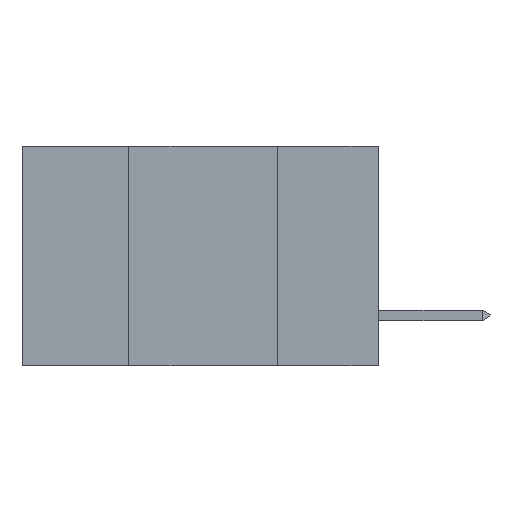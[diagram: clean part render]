
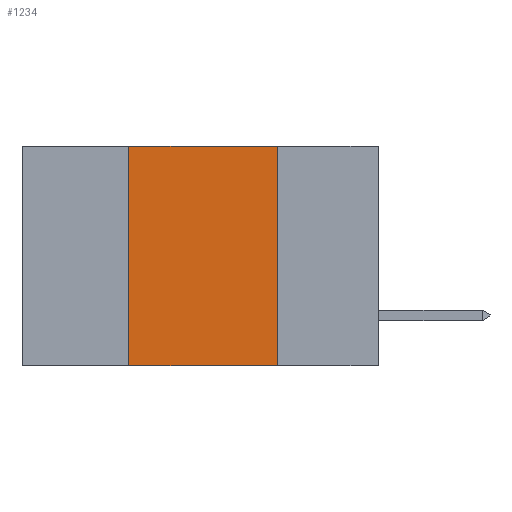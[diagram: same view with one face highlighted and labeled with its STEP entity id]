
A CAD part, left-side view. The second image highlights one B-rep face of the part: STEP entity #1234.
In plain terms, the highlighted planar face has unit normal (-1, 0, 0).
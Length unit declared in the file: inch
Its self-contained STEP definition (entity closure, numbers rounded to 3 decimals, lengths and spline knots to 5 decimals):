
#18 = CARTESIAN_POINT ( 'NONE',  ( 0., 0.17, -0.37 ) ) ;
#1133 = ORIENTED_EDGE ( 'NONE', *, *, #28743, .T. ) ;
#1234 = ADVANCED_FACE ( 'NONE', ( #13730 ), #9431, .F. ) ;
#1842 = DIRECTION ( 'NONE',  ( 0., 0., 1. ) ) ;
#4380 = LINE ( 'NONE', #16172, #22585 ) ;
#4856 = CARTESIAN_POINT ( 'NONE',  ( 0., 0.42, -0.37 ) ) ;
#4993 = DIRECTION ( 'NONE',  ( 0., 0., -1. ) ) ;
#5318 = CARTESIAN_POINT ( 'NONE',  ( 0., 0.42, 0. ) ) ;
#9431 = PLANE ( 'NONE',  #24631 ) ;
#9779 = VECTOR ( 'NONE', #1842, 39.37008 ) ;
#11030 = CARTESIAN_POINT ( 'NONE',  ( 0., 0.42, 0. ) ) ;
#11047 = CARTESIAN_POINT ( 'NONE',  ( 0., 0.17, 0. ) ) ;
#11711 = DIRECTION ( 'NONE',  ( 0., -1., 0. ) ) ;
#12065 = VERTEX_POINT ( 'NONE', #11047 ) ;
#12444 = VERTEX_POINT ( 'NONE', #5318 ) ;
#13437 = EDGE_LOOP ( 'NONE', ( #13580, #18057, #18297, #1133 ) ) ;
#13580 = ORIENTED_EDGE ( 'NONE', *, *, #18740, .F. ) ;
#13730 = FACE_OUTER_BOUND ( 'NONE', #13437, .T. ) ;
#14050 = DIRECTION ( 'NONE',  ( 0., 0., -1. ) ) ;
#14654 = EDGE_CURVE ( 'NONE', #20835, #12444, #17952, .T. ) ;
#16172 = CARTESIAN_POINT ( 'NONE',  ( 0., 0.6, 0. ) ) ;
#16412 = DIRECTION ( 'NONE',  ( 0., -1., 0. ) ) ;
#17148 = VERTEX_POINT ( 'NONE', #18 ) ;
#17170 = EDGE_CURVE ( 'NONE', #12444, #12065, #4380, .T. ) ;
#17807 = LINE ( 'NONE', #20822, #21044 ) ;
#17952 = LINE ( 'NONE', #11030, #9779 ) ;
#18057 = ORIENTED_EDGE ( 'NONE', *, *, #17170, .F. ) ;
#18297 = ORIENTED_EDGE ( 'NONE', *, *, #14654, .F. ) ;
#18448 = DIRECTION ( 'NONE',  ( 1., 0., 0. ) ) ;
#18740 = EDGE_CURVE ( 'NONE', #12065, #17148, #17807, .T. ) ;
#20495 = VECTOR ( 'NONE', #16412, 39.37008 ) ;
#20822 = CARTESIAN_POINT ( 'NONE',  ( 0., 0.17, 0. ) ) ;
#20835 = VERTEX_POINT ( 'NONE', #4856 ) ;
#21044 = VECTOR ( 'NONE', #4993, 39.37008 ) ;
#22585 = VECTOR ( 'NONE', #11711, 39.37008 ) ;
#22656 = LINE ( 'NONE', #25412, #20495 ) ;
#24631 = AXIS2_PLACEMENT_3D ( 'NONE', #27734, #18448, #14050 ) ;
#25412 = CARTESIAN_POINT ( 'NONE',  ( 0., 0.6, -0.37 ) ) ;
#27734 = CARTESIAN_POINT ( 'NONE',  ( 0., 0.6, 0. ) ) ;
#28743 = EDGE_CURVE ( 'NONE', #20835, #17148, #22656, .T. ) ;
